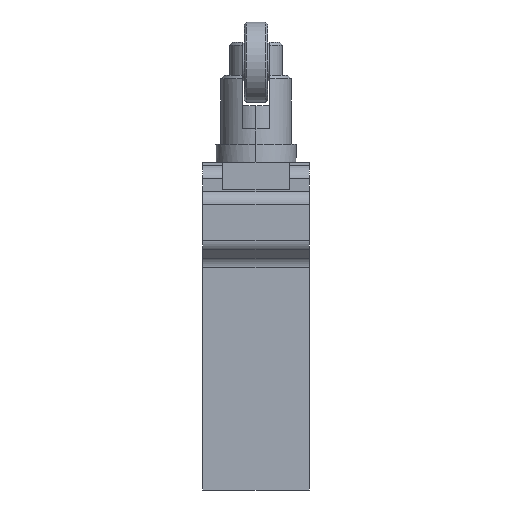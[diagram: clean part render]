
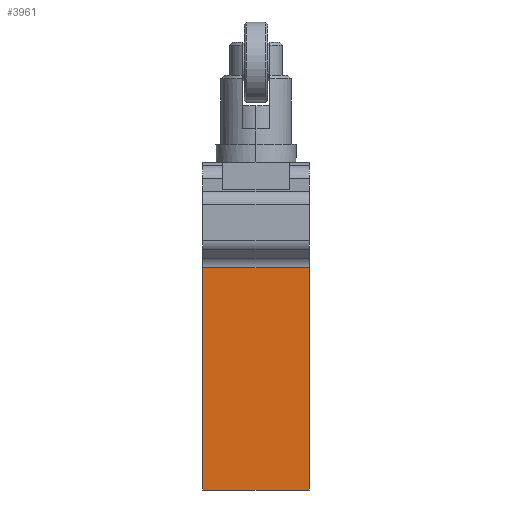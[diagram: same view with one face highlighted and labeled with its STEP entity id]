
A CAD part, left-side view. The second image highlights one B-rep face of the part: STEP entity #3961.
In plain terms, the highlighted planar face has unit normal (-1, 0, 0).
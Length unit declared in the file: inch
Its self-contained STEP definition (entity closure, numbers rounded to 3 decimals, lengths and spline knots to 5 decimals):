
#286 = VERTEX_POINT ( 'NONE', #6146 ) ;
#306 = EDGE_CURVE ( 'NONE', #2007, #2813, #558, .T. ) ;
#384 = VECTOR ( 'NONE', #814, 39.37008 ) ;
#481 = DIRECTION ( 'NONE',  ( 0., 1., 0. ) ) ;
#501 = ORIENTED_EDGE ( 'NONE', *, *, #306, .T. ) ;
#552 = CARTESIAN_POINT ( 'NONE',  ( -0.59055, 0., -1.5748 ) ) ;
#558 = LINE ( 'NONE', #3189, #6294 ) ;
#746 = CARTESIAN_POINT ( 'NONE',  ( -0.59055, -0.62992, -0.26687 ) ) ;
#814 = DIRECTION ( 'NONE',  ( 0., 0., -1. ) ) ;
#1070 = PLANE ( 'NONE',  #5991 ) ;
#1106 = ORIENTED_EDGE ( 'NONE', *, *, #4853, .T. ) ;
#1332 = VECTOR ( 'NONE', #4153, 39.37008 ) ;
#1472 = DIRECTION ( 'NONE',  ( -1., 0., 0. ) ) ;
#1481 = CARTESIAN_POINT ( 'NONE',  ( -0.59055, 0., -0.26687 ) ) ;
#1559 = DIRECTION ( 'NONE',  ( 0., 0., 1. ) ) ;
#1596 = VERTEX_POINT ( 'NONE', #4360 ) ;
#1794 = LINE ( 'NONE', #4046, #1332 ) ;
#2007 = VERTEX_POINT ( 'NONE', #4233 ) ;
#2224 = DIRECTION ( 'NONE',  ( 0., 0., 1. ) ) ;
#2529 = VECTOR ( 'NONE', #481, 39.37008 ) ;
#2648 = ORIENTED_EDGE ( 'NONE', *, *, #4195, .T. ) ;
#2813 = VERTEX_POINT ( 'NONE', #746 ) ;
#3029 = EDGE_LOOP ( 'NONE', ( #3123, #501, #1106, #2648 ) ) ;
#3123 = ORIENTED_EDGE ( 'NONE', *, *, #4082, .T. ) ;
#3189 = CARTESIAN_POINT ( 'NONE',  ( -0.59055, -0.62992, -0.61024 ) ) ;
#3961 = ADVANCED_FACE ( 'NONE', ( #4669 ), #1070, .T. ) ;
#4046 = CARTESIAN_POINT ( 'NONE',  ( -0.59055, 0., -1.5748 ) ) ;
#4082 = EDGE_CURVE ( 'NONE', #1596, #2007, #1794, .T. ) ;
#4153 = DIRECTION ( 'NONE',  ( 0., -1., 0. ) ) ;
#4195 = EDGE_CURVE ( 'NONE', #286, #1596, #6202, .T. ) ;
#4233 = CARTESIAN_POINT ( 'NONE',  ( -0.59055, -0.62992, -1.5748 ) ) ;
#4360 = CARTESIAN_POINT ( 'NONE',  ( -0.59055, 0., -1.5748 ) ) ;
#4669 = FACE_OUTER_BOUND ( 'NONE', #3029, .T. ) ;
#4853 = EDGE_CURVE ( 'NONE', #2813, #286, #5386, .T. ) ;
#5255 = CARTESIAN_POINT ( 'NONE',  ( -0.59055, 0., -1.5748 ) ) ;
#5386 = LINE ( 'NONE', #1481, #2529 ) ;
#5991 = AXIS2_PLACEMENT_3D ( 'NONE', #552, #1472, #1559 ) ;
#6146 = CARTESIAN_POINT ( 'NONE',  ( -0.59055, 0., -0.26687 ) ) ;
#6202 = LINE ( 'NONE', #5255, #384 ) ;
#6294 = VECTOR ( 'NONE', #2224, 39.37008 ) ;
